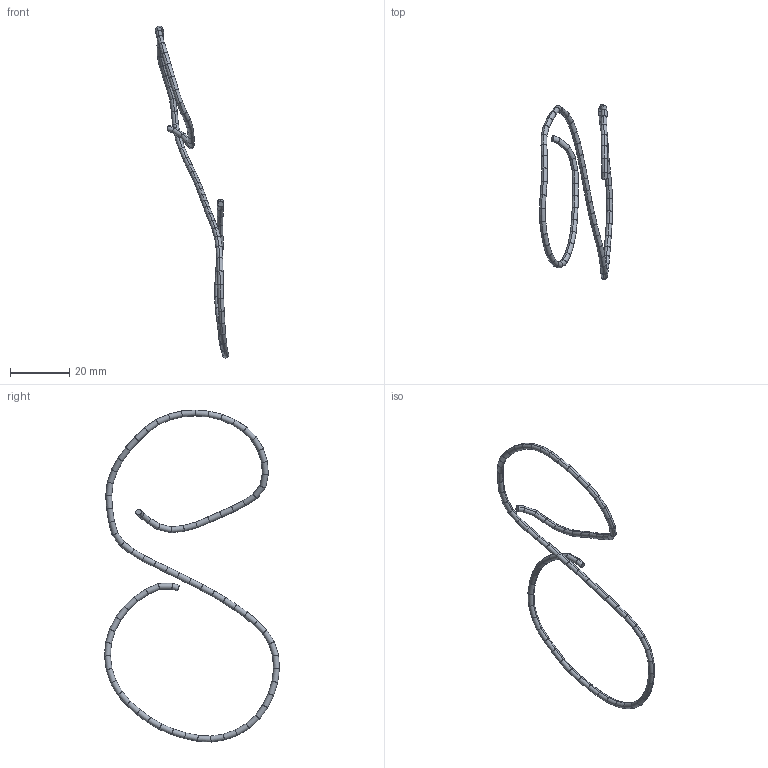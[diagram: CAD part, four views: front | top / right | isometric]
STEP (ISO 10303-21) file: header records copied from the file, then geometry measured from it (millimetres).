
FILE_DESCRIPTION(('STEP AP214'),'1');
FILE_NAME('Epicardial_01_Insulation.step','2024-02-05T21:12:09',(' '),('ANSOFT Corporation'),'Spatial InterOp 3D',' ',' ');
FILE_SCHEMA(('AUTOMOTIVE_DESIGN { 1 0 10303 214 1 1 1 1 }'));
Length unit declared in the file: millimetre
Products named in the file (1): Insulation1
Bounding box: 24.77 x 59.26 x 112.41 mm (x, y, z)
Volume: 1096 mm3; surface area: 2198.4 mm2
Topology: 1 solids, 1 shells, 160 faces, 460 edges, 302 vertices
Faces by surface type: cylinder 158, plane 2
Entity records: 5438 total; most frequent: DIRECTION 1084, CARTESIAN_POINT 923, ORIENTED_EDGE 920, AXIS2_PLACEMENT_3D 463, EDGE_CURVE 460, VERTEX_POINT 302, ELLIPSE 290, ADVANCED_FACE 160
